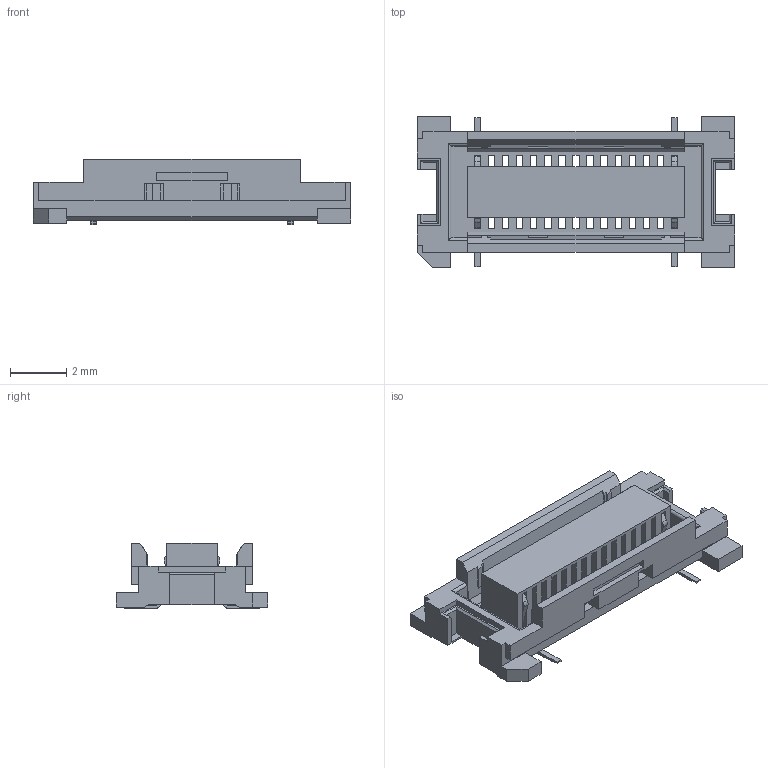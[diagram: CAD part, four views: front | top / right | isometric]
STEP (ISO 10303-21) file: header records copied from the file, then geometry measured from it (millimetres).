
FILE_DESCRIPTION((''),'2;1');
FILE_NAME('MOLEX_52991-0308.stp','2012-08-28T13:30:53',(''),(''),'Mechanical Desktop 2011','Mechanical Desktop 2011',', , ');
FILE_SCHEMA(('AUTOMOTIVE_DESIGN { 1 2 10303 214 1 1 1 1 }'));
Length unit declared in the file: millimetre
Products named in the file (1): Product
Bounding box: 11.3 x 5.4 x 2.32 mm (x, y, z)
Volume: 50.1 mm3; surface area: 344.4 mm2
Topology: 9 solids, 9 shells, 479 faces, 1532 edges, 1012 vertices
Faces by surface type: plane 339, bspline 80, cylinder 60
Entity records: 17165 total; most frequent: CARTESIAN_POINT 3600, ORIENTED_EDGE 3064, DIRECTION 2496, EDGE_CURVE 1532, VECTOR 1368, LINE 1368, VERTEX_POINT 1012, AXIS2_PLACEMENT_3D 564
